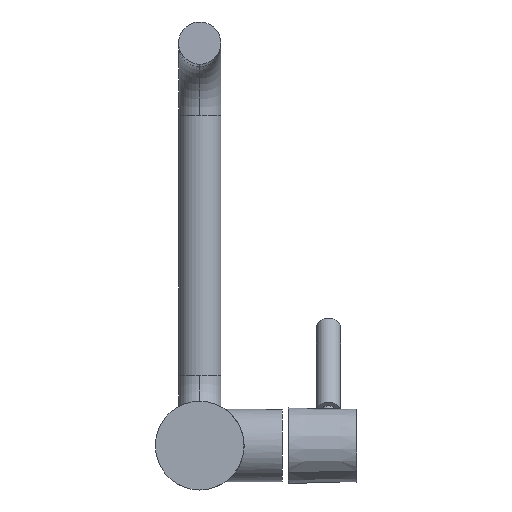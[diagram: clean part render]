
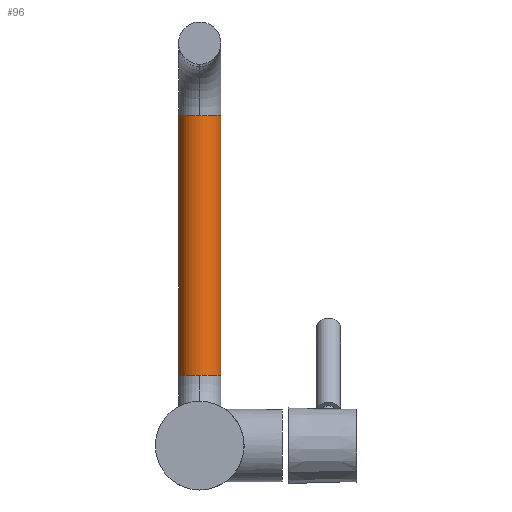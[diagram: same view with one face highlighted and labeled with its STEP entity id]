
A CAD part, front view. The second image highlights one B-rep face of the part: STEP entity #96.
In plain terms, the highlighted cylindrical face has radius 10.5 mm (diameter 21 mm), a partial arc.
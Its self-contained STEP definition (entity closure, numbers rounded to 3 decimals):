
#4 = DIRECTION ( 'NONE',  ( 0., -1., 0. ) ) ;
#35 = CARTESIAN_POINT ( 'NONE',  ( 0., 201., 35. ) ) ;
#61 = CARTESIAN_POINT ( 'NONE',  ( -10.5, 201., 164. ) ) ;
#96 = ADVANCED_FACE ( 'NONE', ( #764 ), #1325, .T. ) ;
#109 = CARTESIAN_POINT ( 'NONE',  ( 0., 190.5, 35. ) ) ;
#110 = CIRCLE ( 'NONE', #1899, 10.5 ) ;
#111 = VERTEX_POINT ( 'NONE', #1483 ) ;
#235 = ORIENTED_EDGE ( 'NONE', *, *, #419, .T. ) ;
#243 = CARTESIAN_POINT ( 'NONE',  ( -10.5, 201., 35. ) ) ;
#283 = DIRECTION ( 'NONE',  ( 0., -1., 0. ) ) ;
#317 = EDGE_CURVE ( 'NONE', #1635, #111, #1141, .T. ) ;
#344 = ORIENTED_EDGE ( 'NONE', *, *, #1629, .F. ) ;
#410 = DIRECTION ( 'NONE',  ( 0., 0., 1. ) ) ;
#419 = EDGE_CURVE ( 'NONE', #1738, #1671, #110, .T. ) ;
#434 = AXIS2_PLACEMENT_3D ( 'NONE', #1404, #1887, #4 ) ;
#478 = LINE ( 'NONE', #1271, #1501 ) ;
#505 = AXIS2_PLACEMENT_3D ( 'NONE', #1679, #1196, #906 ) ;
#519 = DIRECTION ( 'NONE',  ( 0., 0., 1. ) ) ;
#533 = EDGE_CURVE ( 'NONE', #1671, #1292, #717, .T. ) ;
#550 = CARTESIAN_POINT ( 'NONE',  ( 10.5, 201., 35. ) ) ;
#577 = DIRECTION ( 'NONE',  ( 0., 0., 1. ) ) ;
#717 = CIRCLE ( 'NONE', #1726, 10.5 ) ;
#764 = FACE_OUTER_BOUND ( 'NONE', #1745, .T. ) ;
#891 = ORIENTED_EDGE ( 'NONE', *, *, #317, .F. ) ;
#901 = CARTESIAN_POINT ( 'NONE',  ( -10.5, 201., 35. ) ) ;
#906 = DIRECTION ( 'NONE',  ( 1., 0., 0. ) ) ;
#933 = CARTESIAN_POINT ( 'NONE',  ( 0., 201., 35. ) ) ;
#1072 = CARTESIAN_POINT ( 'NONE',  ( 0., 201., 164. ) ) ;
#1075 = EDGE_CURVE ( 'NONE', #1756, #1635, #1326, .T. ) ;
#1141 = CIRCLE ( 'NONE', #1424, 10.5 ) ;
#1196 = DIRECTION ( 'NONE',  ( 0., 0., 1. ) ) ;
#1254 = DIRECTION ( 'NONE',  ( 0., 0., 1. ) ) ;
#1264 = DIRECTION ( 'NONE',  ( 0., -1., 0. ) ) ;
#1271 = CARTESIAN_POINT ( 'NONE',  ( 10.5, 201., 35. ) ) ;
#1292 = VERTEX_POINT ( 'NONE', #550 ) ;
#1321 = LINE ( 'NONE', #243, #1931 ) ;
#1325 = CYLINDRICAL_SURFACE ( 'NONE', #505, 10.5 ) ;
#1326 = CIRCLE ( 'NONE', #434, 10.5 ) ;
#1404 = CARTESIAN_POINT ( 'NONE',  ( 0., 201., 164. ) ) ;
#1424 = AXIS2_PLACEMENT_3D ( 'NONE', #1072, #577, #283 ) ;
#1481 = CARTESIAN_POINT ( 'NONE',  ( 0., 190.5, 164. ) ) ;
#1483 = CARTESIAN_POINT ( 'NONE',  ( 10.5, 201., 164. ) ) ;
#1501 = VECTOR ( 'NONE', #1577, 1000. ) ;
#1555 = ORIENTED_EDGE ( 'NONE', *, *, #1898, .T. ) ;
#1577 = DIRECTION ( 'NONE',  ( 0., 0., 1. ) ) ;
#1629 = EDGE_CURVE ( 'NONE', #1738, #1756, #1321, .T. ) ;
#1635 = VERTEX_POINT ( 'NONE', #1481 ) ;
#1647 = ORIENTED_EDGE ( 'NONE', *, *, #1075, .F. ) ;
#1671 = VERTEX_POINT ( 'NONE', #109 ) ;
#1679 = CARTESIAN_POINT ( 'NONE',  ( 0., 201., 35. ) ) ;
#1726 = AXIS2_PLACEMENT_3D ( 'NONE', #35, #519, #1743 ) ;
#1738 = VERTEX_POINT ( 'NONE', #901 ) ;
#1743 = DIRECTION ( 'NONE',  ( 0., -1., 0. ) ) ;
#1745 = EDGE_LOOP ( 'NONE', ( #344, #235, #1836, #1555, #891, #1647 ) ) ;
#1756 = VERTEX_POINT ( 'NONE', #61 ) ;
#1836 = ORIENTED_EDGE ( 'NONE', *, *, #533, .T. ) ;
#1887 = DIRECTION ( 'NONE',  ( 0., 0., 1. ) ) ;
#1898 = EDGE_CURVE ( 'NONE', #1292, #111, #478, .T. ) ;
#1899 = AXIS2_PLACEMENT_3D ( 'NONE', #933, #1254, #1264 ) ;
#1931 = VECTOR ( 'NONE', #410, 1000. ) ;
